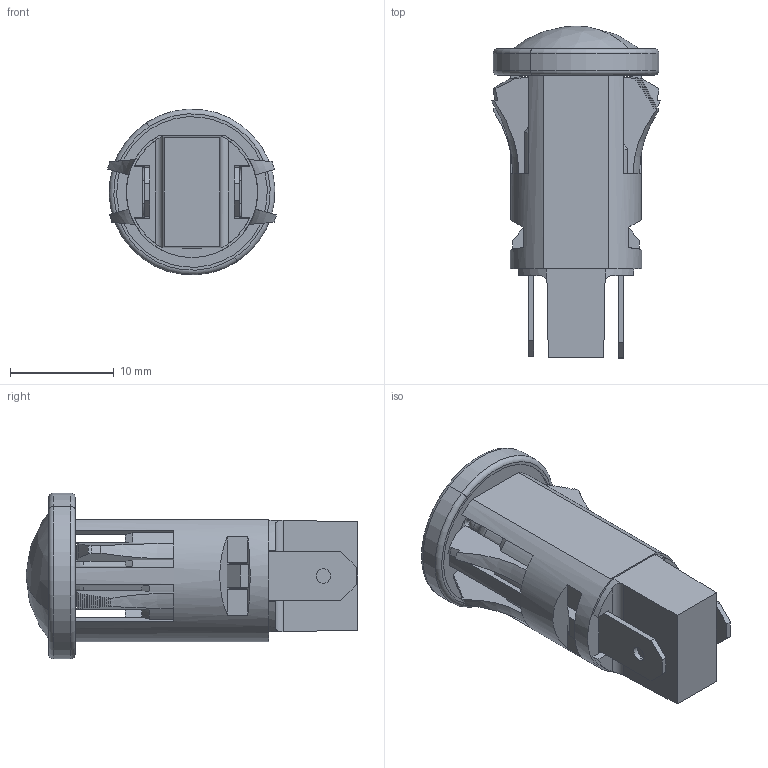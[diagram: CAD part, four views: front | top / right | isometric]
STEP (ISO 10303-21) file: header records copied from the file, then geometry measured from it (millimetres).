
FILE_DESCRIPTION (( 'STEP AP203' ), '1' );
FILE_NAME ('1030QD.STEP', '2016-11-15T22:46:14', ( '' ), ( '' ), 'SwSTEP 2.0', 'SolidWorks 2016', '' );
FILE_SCHEMA (( 'CONFIG_CONTROL_DESIGN' ));
Length unit declared in the file: inch
Products named in the file (7): D11450 - Lens; E14064-A - C8185; MB0460S; E53911-A; MT4469T - C9470_Bend for General ASSY; LN2730_LN2730 for B7634; 1030QD
Assembly tree (7 placements, depth 2):
  1030QD
    D11450 - Lens
    E14064-A - C8185
    MB0460S
    E53911-A
    MT4469T - C9470_Bend for General ASSY  x2
    LN2730_LN2730 for B7634
Bounding box: 16.28 x 32.01 x 15.98 mm (x, y, z)
Volume: 1559.9 mm3; surface area: 4541.7 mm2
Topology: 7 solids, 8 shells, 405 faces, 1088 edges, 690 vertices
Faces by surface type: plane 195, cylinder 110, torus 60, cone 18, sphere 14, bspline 8
Entity records: 12805 total; most frequent: CARTESIAN_POINT 2678, DIRECTION 2026, ORIENTED_EDGE 1962, EDGE_CURVE 981, AXIS2_PLACEMENT_3D 757, VERTEX_POINT 627, LINE 512, VECTOR 512
